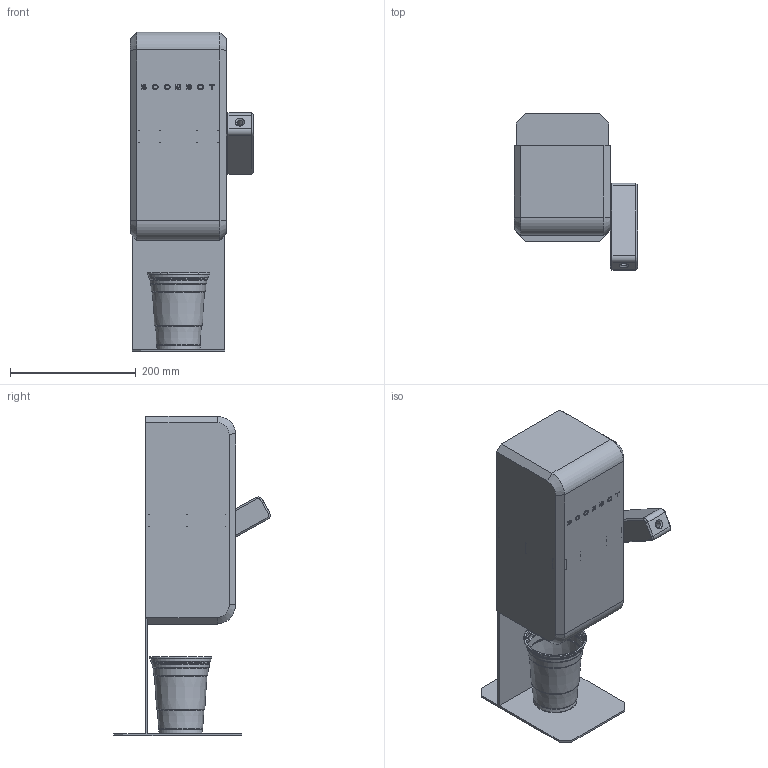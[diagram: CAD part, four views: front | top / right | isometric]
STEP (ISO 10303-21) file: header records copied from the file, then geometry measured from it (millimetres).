
FILE_DESCRIPTION(/* description */ (''),/* implementation_level */ '2;1');
FILE_NAME(/* name */ 'BoozBot v1_0.step',/* time_stamp */ '2025-08-14T16:14:18-04:00',/* author */ (''),/* organization */ (''),/* preprocessor_version */ 'ST-DEVELOPER v20.1',/* originating_system */ 'Autodesk Translation Framework v14.10.0.0',/* authorisation */ '');
FILE_SCHEMA (('AUTOMOTIVE_DESIGN { 1 0 10303 214 3 1 1 }'));
Length unit declared in the file: inch
Products named in the file (1): BoozBot
Bounding box: 195.58 x 248.73 x 507.37 mm (x, y, z)
Volume: 1001131.5 mm3; surface area: 644349.6 mm2
Topology: 11 solids, 21 shells, 616 faces, 1574 edges, 997 vertices
Faces by surface type: cylinder 323, plane 171, torus 50, bspline 38, cone 26, sphere 8
Full cylindrical faces by diameter (mm): 1.75 x10, 2.381 x4, 4.762 x3, 4.763 x1, 9.525 x1, 19.05 x2, 89.376 x1, 90.17 x1, 91.916 x1, 92.71 x1, 94.456 x1, 95.25 x1
Entity records: 20560 total; most frequent: CARTESIAN_POINT 5088, DIRECTION 3466, ORIENTED_EDGE 3118, EDGE_CURVE 1559, AXIS2_PLACEMENT_3D 1372, VERTEX_POINT 997, CIRCLE 751, LINE 722
